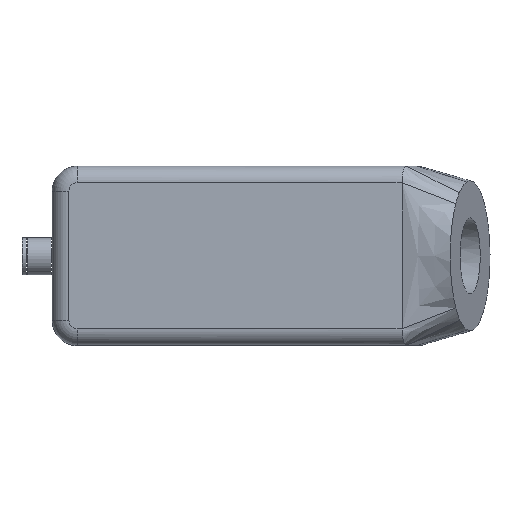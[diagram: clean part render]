
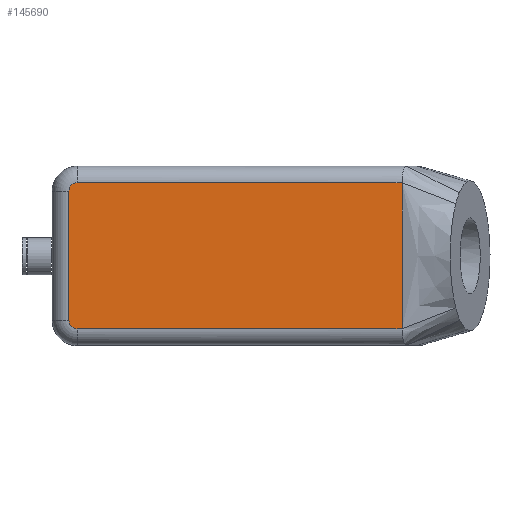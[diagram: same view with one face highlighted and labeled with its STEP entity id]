
A CAD part, top view. The second image highlights one B-rep face of the part: STEP entity #145690.
In plain terms, the highlighted planar face has unit normal (0, 0, 1).
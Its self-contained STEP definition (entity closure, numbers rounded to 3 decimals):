
#1100=CARTESIAN_POINT('',(37.202,17.5,63.));
#1110=VERTEX_POINT('',#1100);
#1160=CARTESIAN_POINT('',(-40.75,17.5,63.));
#1170=DIRECTION('',(1.,0.,0.));
#1180=VECTOR('',#1170,1.);
#1190=LINE('',#1160,#1180);
#1200=CARTESIAN_POINT('',(-40.75,17.5,63.));
#1210=VERTEX_POINT('',#1200);
#1220=EDGE_CURVE('',#1210,#1110,#1190,.T.);
#1790=CARTESIAN_POINT('',(-42.75,15.5,63.));
#1800=VERTEX_POINT('',#1790);
#1830=CARTESIAN_POINT('',(-42.75,-15.5,63.));
#1840=DIRECTION('',(0.,1.,0.));
#1850=VECTOR('',#1840,1.);
#1860=LINE('',#1830,#1850);
#1870=CARTESIAN_POINT('',(-42.75,-15.5,63.));
#1880=VERTEX_POINT('',#1870);
#1890=EDGE_CURVE('',#1880,#1800,#1860,.T.);
#2130=CARTESIAN_POINT('',(37.202,-17.5,63.));
#2140=DIRECTION('',(-1.,0.,0.));
#2150=VECTOR('',#2140,1.);
#2160=LINE('',#2130,#2150);
#2170=CARTESIAN_POINT('',(37.202,-17.5,63.));
#2180=VERTEX_POINT('',#2170);
#2190=CARTESIAN_POINT('',(-40.75,-17.5,63.));
#2200=VERTEX_POINT('',#2190);
#2210=EDGE_CURVE('',#2180,#2200,#2160,.T.);
#80620=CARTESIAN_POINT('',(37.202,17.5,63.));
#80630=DIRECTION('',(0.,-1.,0.));
#80640=VECTOR('',#80630,1.);
#80650=LINE('',#80620,#80640);
#80660=EDGE_CURVE('',#1110,#2180,#80650,.T.);
#124410=CARTESIAN_POINT('',(-40.75,-15.5,63.));
#124420=DIRECTION('',(0.,0.,-1.));
#124430=DIRECTION('',(-1.,0.,-0.));
#124440=AXIS2_PLACEMENT_3D('',#124410,#124420,#124430);
#124450=CIRCLE('',#124440,2.);
#124460=EDGE_CURVE('',#2200,#1880,#124450,.T.);
#145500=CARTESIAN_POINT('',(-50.745,-21.,63.));
#145510=DIRECTION('',(0.,0.,1.));
#145520=DIRECTION('',(1.,0.,-0.));
#145530=AXIS2_PLACEMENT_3D('',#145500,#145510,#145520);
#145540=PLANE('',#145530);
#145550=ORIENTED_EDGE('',*,*,#80660,.F.);
#145560=ORIENTED_EDGE('',*,*,#2210,.F.);
#145570=ORIENTED_EDGE('',*,*,#124460,.F.);
#145580=ORIENTED_EDGE('',*,*,#1890,.F.);
#145590=CARTESIAN_POINT('',(-40.75,15.5,63.));
#145600=DIRECTION('',(0.,0.,-1.));
#145610=DIRECTION('',(-1.,0.,-0.));
#145620=AXIS2_PLACEMENT_3D('',#145590,#145600,#145610);
#145630=CIRCLE('',#145620,2.);
#145640=EDGE_CURVE('',#1800,#1210,#145630,.T.);
#145650=ORIENTED_EDGE('',*,*,#145640,.F.);
#145660=ORIENTED_EDGE('',*,*,#1220,.F.);
#145670=EDGE_LOOP('',(#145660,#145650,#145580,#145570,#145560,#145550));
#145680=FACE_OUTER_BOUND('',#145670,.T.);
#145690=ADVANCED_FACE('',(#145680),#145540,.T.);
